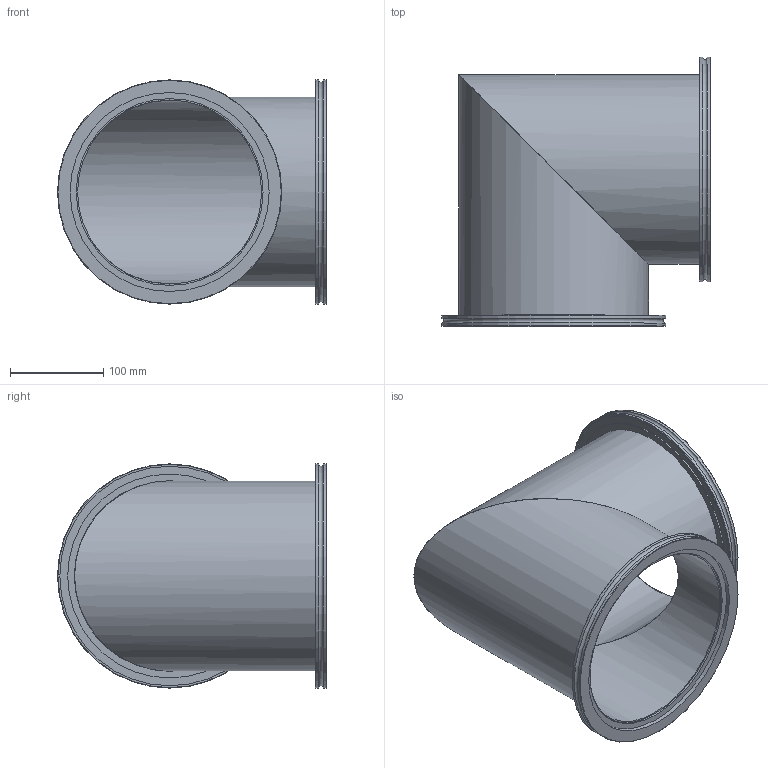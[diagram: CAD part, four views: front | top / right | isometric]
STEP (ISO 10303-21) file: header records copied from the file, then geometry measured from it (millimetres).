
FILE_DESCRIPTION(/* description */ (''),/* implementation_level */ '2;1');
FILE_NAME(/* name */ 'FL-EM200LF-168.stp',/* time_stamp */ '2018-12-06T11:58:17+00:00',/* author */ ('paul'),/* organization */ (''),/* preprocessor_version */ 'ST-DEVELOPER v17.2',/* originating_system */ 'Autodesk Inventor 2019',/* authorisation */ '');
FILE_SCHEMA (('AUTOMOTIVE_DESIGN { 1 0 10303 214 3 1 1 }'));
Length unit declared in the file: millimetre
Products named in the file (3): FL-EM200LF-168; FL-200LF-W; tube
Assembly tree (4 placements, depth 2):
  FL-EM200LF-168
    tube  x2
    FL-200LF-W  x2
Bounding box: 287.9 x 287.9 x 240 mm (x, y, z)
Volume: 873038.3 mm3; surface area: 512472.7 mm2
Topology: 4 solids, 4 shells, 40 faces, 96 edges, 72 vertices
Faces by surface type: cylinder 18, plane 16, cone 4, torus 2
Full cylindrical faces by diameter (mm): 197 x2, 200 x2, 203.2 x2, 204 x2, 213 x2, 218.3 x2, 235 x2, 240 x4
Entity records: 763 total; most frequent: DIRECTION 139, CARTESIAN_POINT 111, ORIENTED_EDGE 96, AXIS2_PLACEMENT_3D 64, EDGE_CURVE 48, VERTEX_POINT 36, CIRCLE 33, EDGE_LOOP 28
